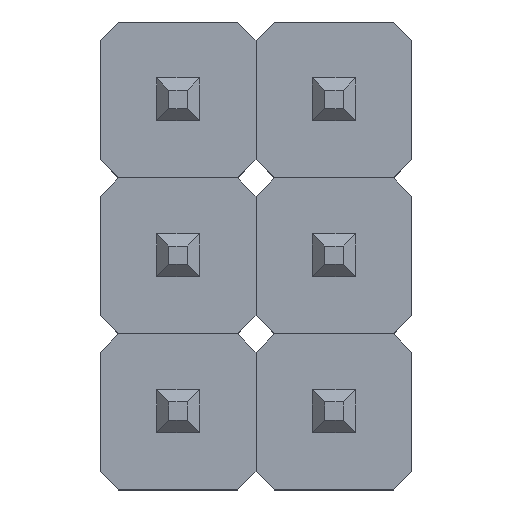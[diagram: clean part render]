
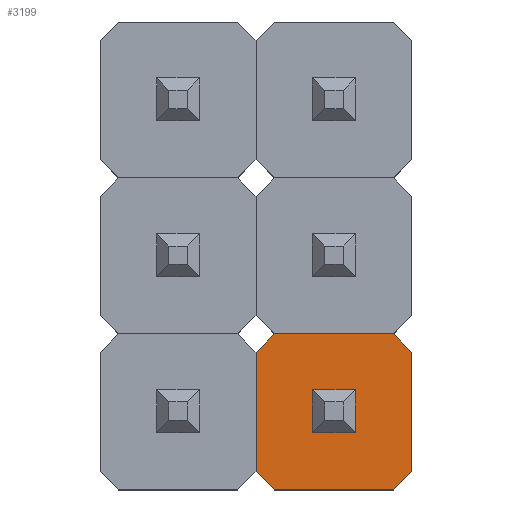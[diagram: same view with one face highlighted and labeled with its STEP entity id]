
A CAD part, top view. The second image highlights one B-rep face of the part: STEP entity #3199.
In plain terms, the highlighted planar face has unit normal (0, 0, 1).
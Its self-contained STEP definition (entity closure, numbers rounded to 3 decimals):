
#2789 = VERTEX_POINT('',#2790);
#2790 = CARTESIAN_POINT('',(3.51,-3.81,2.54));
#2837 = VERTEX_POINT('',#2838);
#2838 = CARTESIAN_POINT('',(1.57,-3.81,2.54));
#2844 = EDGE_CURVE('',#2789,#2837,#2845,.T.);
#2845 = LINE('',#2846,#2847);
#2846 = CARTESIAN_POINT('',(3.81,-3.81,2.54));
#2847 = VECTOR('',#2848,1.);
#2848 = DIRECTION('',(-1.,0.,0.));
#3118 = EDGE_CURVE('',#2789,#3119,#3121,.T.);
#3119 = VERTEX_POINT('',#3120);
#3120 = CARTESIAN_POINT('',(3.81,-4.11,2.54));
#3121 = LINE('',#3122,#3123);
#3122 = CARTESIAN_POINT('',(3.66,-3.96,2.54));
#3123 = VECTOR('',#3124,1.);
#3124 = DIRECTION('',(0.707,-0.707,0.));
#3199 = ADVANCED_FACE('',(#3200),#3250,.T.);
#3200 = FACE_BOUND('',#3201,.T.);
#3201 = EDGE_LOOP('',(#3202,#3203,#3204,#3212,#3220,#3228,#3236,#3244));
#3202 = ORIENTED_EDGE('',*,*,#3118,.F.);
#3203 = ORIENTED_EDGE('',*,*,#2844,.T.);
#3204 = ORIENTED_EDGE('',*,*,#3205,.T.);
#3205 = EDGE_CURVE('',#2837,#3206,#3208,.T.);
#3206 = VERTEX_POINT('',#3207);
#3207 = CARTESIAN_POINT('',(1.27,-4.11,2.54));
#3208 = LINE('',#3209,#3210);
#3209 = CARTESIAN_POINT('',(1.42,-3.96,2.54));
#3210 = VECTOR('',#3211,1.);
#3211 = DIRECTION('',(-0.707,-0.707,0.));
#3212 = ORIENTED_EDGE('',*,*,#3213,.T.);
#3213 = EDGE_CURVE('',#3206,#3214,#3216,.T.);
#3214 = VERTEX_POINT('',#3215);
#3215 = CARTESIAN_POINT('',(1.27,-6.05,2.54));
#3216 = LINE('',#3217,#3218);
#3217 = CARTESIAN_POINT('',(1.27,-3.81,2.54));
#3218 = VECTOR('',#3219,1.);
#3219 = DIRECTION('',(0.,-1.,0.));
#3220 = ORIENTED_EDGE('',*,*,#3221,.F.);
#3221 = EDGE_CURVE('',#3222,#3214,#3224,.T.);
#3222 = VERTEX_POINT('',#3223);
#3223 = CARTESIAN_POINT('',(1.57,-6.35,2.54));
#3224 = LINE('',#3225,#3226);
#3225 = CARTESIAN_POINT('',(1.42,-6.2,2.54));
#3226 = VECTOR('',#3227,1.);
#3227 = DIRECTION('',(-0.707,0.707,0.));
#3228 = ORIENTED_EDGE('',*,*,#3229,.F.);
#3229 = EDGE_CURVE('',#3230,#3222,#3232,.T.);
#3230 = VERTEX_POINT('',#3231);
#3231 = CARTESIAN_POINT('',(3.51,-6.35,2.54));
#3232 = LINE('',#3233,#3234);
#3233 = CARTESIAN_POINT('',(3.81,-6.35,2.54));
#3234 = VECTOR('',#3235,1.);
#3235 = DIRECTION('',(-1.,0.,0.));
#3236 = ORIENTED_EDGE('',*,*,#3237,.F.);
#3237 = EDGE_CURVE('',#3238,#3230,#3240,.T.);
#3238 = VERTEX_POINT('',#3239);
#3239 = CARTESIAN_POINT('',(3.81,-6.05,2.54));
#3240 = LINE('',#3241,#3242);
#3241 = CARTESIAN_POINT('',(3.66,-6.2,2.54));
#3242 = VECTOR('',#3243,1.);
#3243 = DIRECTION('',(-0.707,-0.707,0.));
#3244 = ORIENTED_EDGE('',*,*,#3245,.F.);
#3245 = EDGE_CURVE('',#3119,#3238,#3246,.T.);
#3246 = LINE('',#3247,#3248);
#3247 = CARTESIAN_POINT('',(3.81,-3.81,2.54));
#3248 = VECTOR('',#3249,1.);
#3249 = DIRECTION('',(0.,-1.,0.));
#3250 = PLANE('',#3251);
#3251 = AXIS2_PLACEMENT_3D('',#3252,#3253,#3254);
#3252 = CARTESIAN_POINT('',(2.54,-5.08,2.54));
#3253 = DIRECTION('',(0.,0.,1.));
#3254 = DIRECTION('',(1.,0.,0.));
